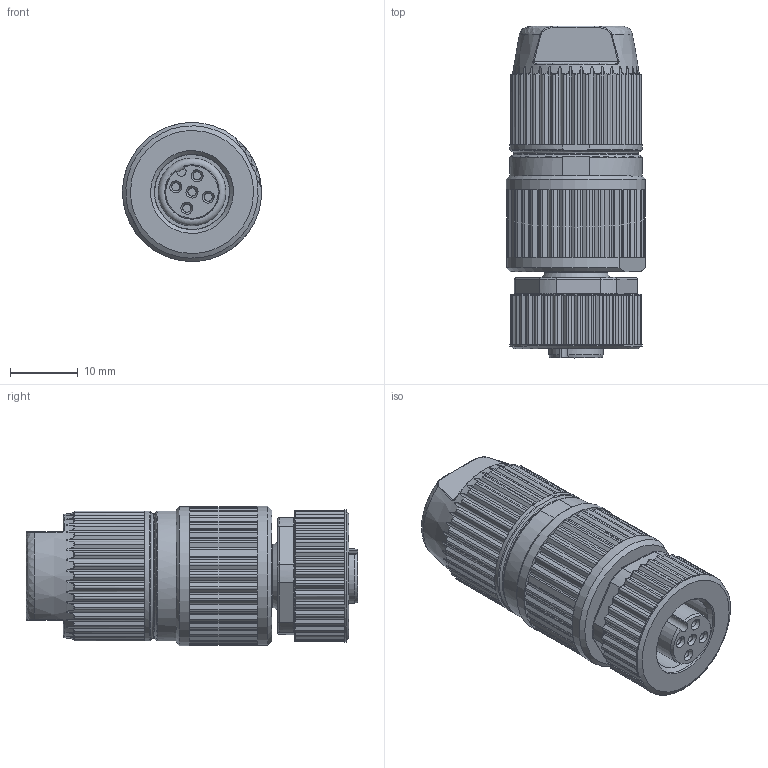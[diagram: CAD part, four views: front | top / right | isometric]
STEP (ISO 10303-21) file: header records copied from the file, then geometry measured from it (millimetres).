
FILE_DESCRIPTION(/* description */ (''),/* implementation_level */ '2;1');
FILE_NAME(/* name */ '100684876ugm000_a.stp',/* time_stamp */ '2016-09-14T13:36:59+02:00',/* author */ (''),/* organization */ (''),/* preprocessor_version */ 'ST-DEVELOPER v16',/* originating_system */ 'SIEMENS PLM Software NX 10.0',/* authorisation */ '');
FILE_SCHEMA (('AUTOMOTIVE_DESIGN { 1 0 10303 214 3 1 1 1 }'));
Length unit declared in the file: millimetre
Products named in the file (1): 100684876ugm000_a
Bounding box: 20.5 x 48.9 x 20.5 mm (x, y, z)
Volume: 12677.9 mm3; surface area: 5003.8 mm2
Topology: 1 solids, 2 shells, 840 faces, 2224 edges, 1403 vertices
Faces by surface type: cylinder 333, plane 293, bspline 155, cone 58, torus 1
Full cylindrical faces by diameter (mm): 1.2 x5, 8.2 x1, 10.2 x1, 10.4 x1, 10.5 x1, 11 x1, 11.1 x1, 12.2 x1, 16.45 x1, 18.3 x1, 20.5 x1
Entity records: 30332 total; most frequent: CARTESIAN_POINT 10896, ORIENTED_EDGE 4364, DIRECTION 3739, EDGE_CURVE 2182, AXIS2_PLACEMENT_3D 1393, VERTEX_POINT 1392, LINE 953, VECTOR 953
